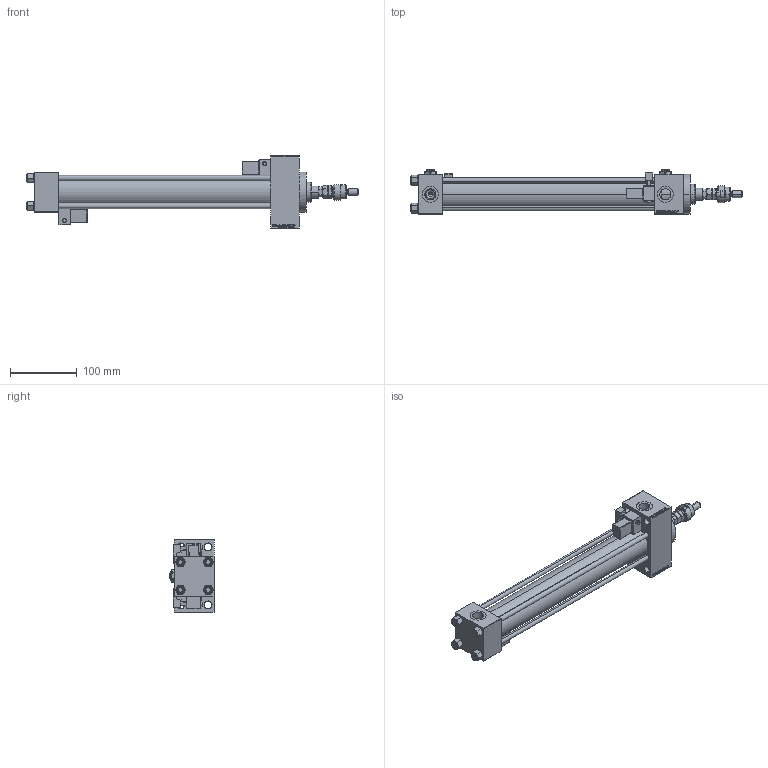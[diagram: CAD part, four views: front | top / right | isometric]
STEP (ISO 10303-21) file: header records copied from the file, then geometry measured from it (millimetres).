
FILE_DESCRIPTION (( 'STEP AP203' ), '1' );
FILE_NAME ('d5f4.STEP', '2023-08-23T09:51:44', ( '' ), ( '' ), 'SwSTEP 2.0', 'SolidWorks 2019', '' );
FILE_SCHEMA (( 'CONFIG_CONTROL_DESIGN' ));
Length unit declared in the file: millimetre
Products named in the file (11): V215CR_VCP_D 0d336262a6d013acb18bc56379937860; MFA 0d336262a6d013acb18bc56379937860; V215CR_D_TYCINKA 0d336262a6d013acb18bc56379937860; d5f4; Zatka_pro_OIL_PORT 0d336262a6d013acb18bc56379937860; V215_VC_A 0d336262a6d013acb18bc56379937860; V215CR_MSU 0d336262a6d013acb18bc56379937860; DFA 0d336262a6d013acb18bc56379937860; V215CR_D_Body 0d336262a6d013acb18bc56379937860; NUT_M5_D 0d336262a6d013acb18bc56379937860; FEMALE_PART_FOR_DFA 0d336262a6d013acb18bc56379937860
Assembly tree (18 placements, depth 3):
  d5f4
    V215CR_D_Body 0d336262a6d013acb18bc56379937860
    V215CR_VCP_D 0d336262a6d013acb18bc56379937860
    NUT_M5_D 0d336262a6d013acb18bc56379937860  x4
    V215CR_D_TYCINKA 0d336262a6d013acb18bc56379937860  x4
    V215_VC_A 0d336262a6d013acb18bc56379937860
    DFA 0d336262a6d013acb18bc56379937860
      FEMALE_PART_FOR_DFA 0d336262a6d013acb18bc56379937860
      MFA 0d336262a6d013acb18bc56379937860
    V215CR_MSU 0d336262a6d013acb18bc56379937860  x2
    Zatka_pro_OIL_PORT 0d336262a6d013acb18bc56379937860  x2
Bounding box: 498 x 67 x 109 mm (x, y, z)
Volume: 786774.7 mm3; surface area: 253811 mm2
Topology: 17 solids, 17 shells, 1444 faces, 3530 edges, 2222 vertices
Faces by surface type: plane 632, bspline 368, cone 224, cylinder 172, torus 24, sphere 24
Entity records: 54305 total; most frequent: CARTESIAN_POINT 26754, ORIENTED_EDGE 5978, DIRECTION 4223, EDGE_CURVE 2989, VERTEX_POINT 1924, LINE 1711, VECTOR 1711, EDGE_LOOP 1349
